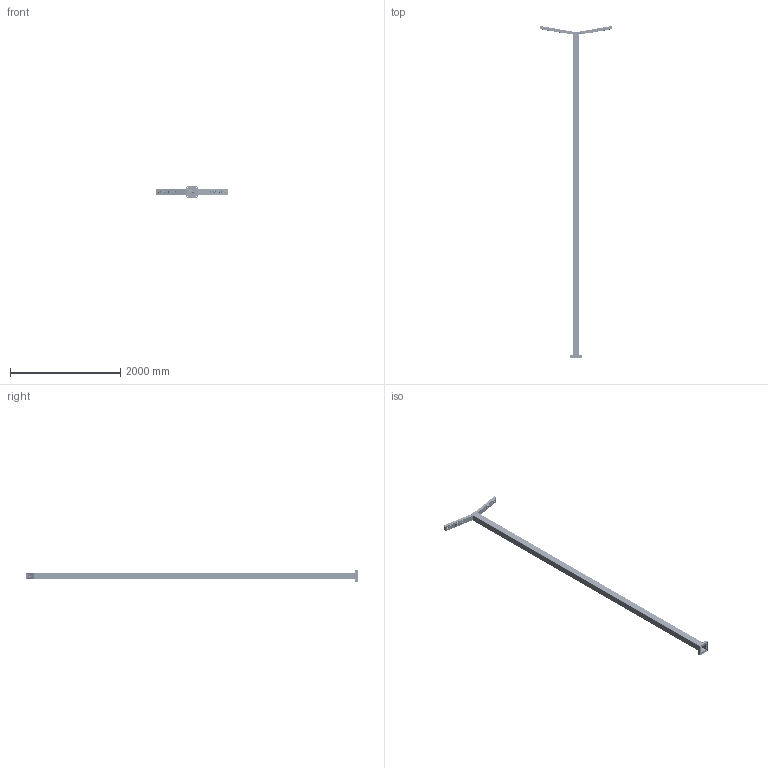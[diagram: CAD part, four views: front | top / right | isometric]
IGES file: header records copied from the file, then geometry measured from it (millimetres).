
Start section: SolidWorks IGES file using analytic representation for surfaces
Global section: file name: HEXA-2-6(56)-(Ê200-150-4õ25)-ö+ïî.IGS; native system: SolidWorks 2020; preprocessor: SolidWorks 2020; author: Åêàòåðèíà; date: 210708.154521; units: millimetre
Bounding box: 1301.77 x 6009.21 x 216.6 mm (x, y, z)
Surface area: 6879722.6 mm2 (no closed solid volume)
Topology: 0 solids, 0 shells, 9262 faces, 103752 edges, 103324 vertices
Faces by surface type: bspline 5810, revolution 3452
